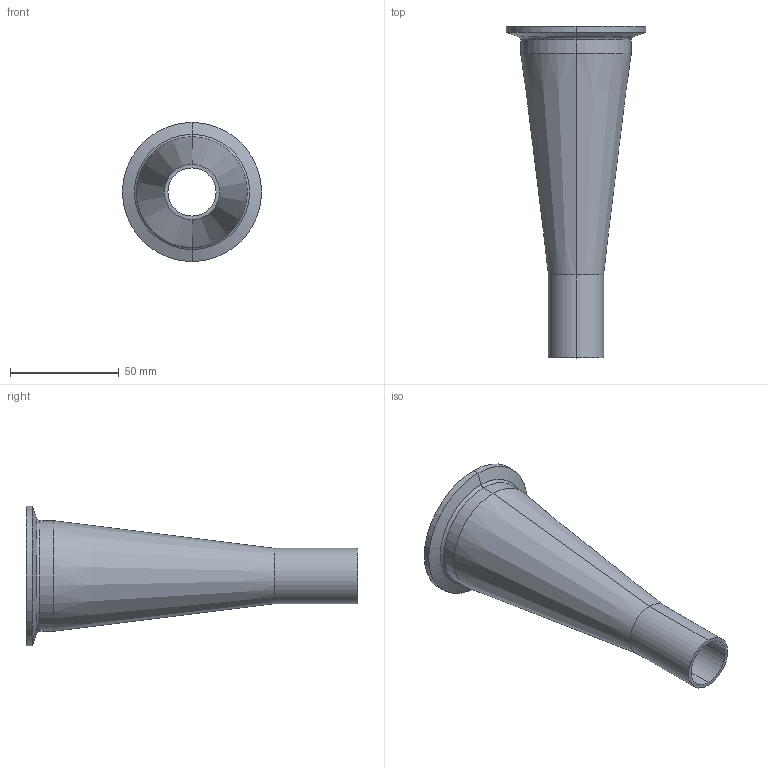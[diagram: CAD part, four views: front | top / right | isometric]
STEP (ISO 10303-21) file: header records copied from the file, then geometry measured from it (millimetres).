
FILE_DESCRIPTION (( 'STEP AP214' ), '1' );
FILE_NAME ('DT26C 50.8x25.4 B.STEP', '2014-03-18T07:06:54', ( '' ), ( '' ), 'SwSTEP 2.0', 'SolidWorks 2013', '' );
FILE_SCHEMA (( 'AUTOMOTIVE_DESIGN' ));
Length unit declared in the file: inch
Products named in the file (3): 26C 50.8; DT26C 50.8x25.4; DT26C 50.8x25.4 B
Assembly tree (2 placements, depth 2):
  DT26C 50.8x25.4 B
    DT26C 50.8x25.4
    26C 50.8
Bounding box: 63.91 x 152.4 x 63.91 mm (x, y, z)
Volume: 31254.2 mm3; surface area: 36306.2 mm2
Topology: 2 solids, 2 shells, 37 faces, 74 edges, 42 vertices
Faces by surface type: torus 12, cone 10, cylinder 10, plane 5
Entity records: 1098 total; most frequent: DIRECTION 212, CARTESIAN_POINT 158, ORIENTED_EDGE 148, AXIS2_PLACEMENT_3D 96, EDGE_CURVE 74, CIRCLE 54, EDGE_LOOP 42, VERTEX_POINT 42
